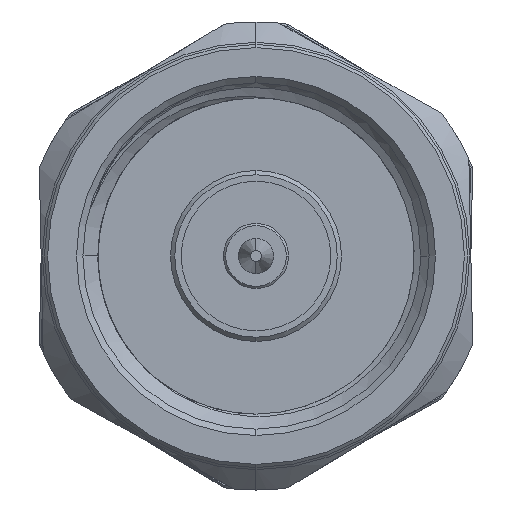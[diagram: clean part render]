
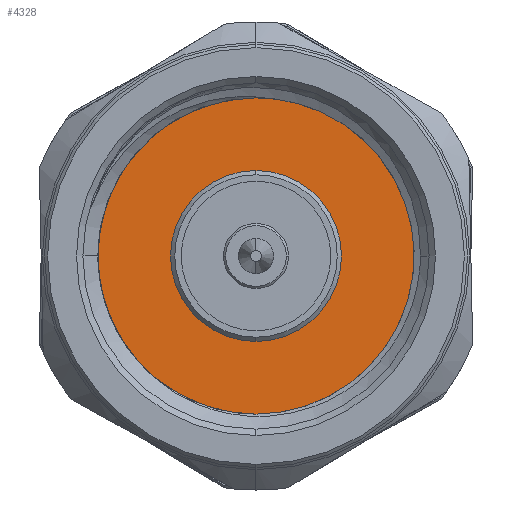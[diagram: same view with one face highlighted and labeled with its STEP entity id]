
A CAD part, front view. The second image highlights one B-rep face of the part: STEP entity #4328.
In plain terms, the highlighted face is planar.
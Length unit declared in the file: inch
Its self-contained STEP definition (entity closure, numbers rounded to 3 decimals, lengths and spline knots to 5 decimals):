
#557 = CARTESIAN_POINT ( 'NONE',  ( 0., -0.36417, 0. ) ) ;
#692 = DIRECTION ( 'NONE',  ( 0., -1., 0. ) ) ;
#976 = EDGE_CURVE ( 'NONE', #2707, #7216, #4258, .T. ) ;
#1345 = DIRECTION ( 'NONE',  ( 0., 0., -1. ) ) ;
#1865 = CARTESIAN_POINT ( 'NONE',  ( 0., -0.36417, 0. ) ) ;
#2003 = ORIENTED_EDGE ( 'NONE', *, *, #976, .F. ) ;
#2172 = CIRCLE ( 'NONE', #5457, 0.30315 ) ;
#2330 = DIRECTION ( 'NONE',  ( 0., -1., 0. ) ) ;
#2585 = PLANE ( 'NONE',  #5031 ) ;
#2707 = VERTEX_POINT ( 'NONE', #3419 ) ;
#2723 = CARTESIAN_POINT ( 'NONE',  ( 0., -0.36417, 0. ) ) ;
#2917 = VERTEX_POINT ( 'NONE', #6300 ) ;
#3159 = DIRECTION ( 'NONE',  ( 0., 0., -1. ) ) ;
#3180 = FACE_BOUND ( 'NONE', #4249, .T. ) ;
#3364 = AXIS2_PLACEMENT_3D ( 'NONE', #557, #7120, #3159 ) ;
#3419 = CARTESIAN_POINT ( 'NONE',  ( 0., -0.36417, -0.30315 ) ) ;
#3457 = AXIS2_PLACEMENT_3D ( 'NONE', #2723, #6743, #1345 ) ;
#3947 = DIRECTION ( 'NONE',  ( 0., 1., 0. ) ) ;
#4070 = ORIENTED_EDGE ( 'NONE', *, *, #5046, .T. ) ;
#4169 = EDGE_LOOP ( 'NONE', ( #2003, #6213 ) ) ;
#4249 = EDGE_LOOP ( 'NONE', ( #5189, #4070 ) ) ;
#4258 = CIRCLE ( 'NONE', #4949, 0.30315 ) ;
#4328 = ADVANCED_FACE ( 'NONE', ( #7181, #3180 ), #2585, .T. ) ;
#4402 = CARTESIAN_POINT ( 'NONE',  ( 0., -0.36417, 0.30315 ) ) ;
#4513 = CARTESIAN_POINT ( 'NONE',  ( 0., -0.36417, 0. ) ) ;
#4637 = CARTESIAN_POINT ( 'NONE',  ( 0., -0.36417, 0.15748 ) ) ;
#4949 = AXIS2_PLACEMENT_3D ( 'NONE', #4981, #2330, #6922 ) ;
#4981 = CARTESIAN_POINT ( 'NONE',  ( 0., -0.36417, 0. ) ) ;
#5031 = AXIS2_PLACEMENT_3D ( 'NONE', #4513, #3947, #6562 ) ;
#5046 = EDGE_CURVE ( 'NONE', #8019, #2917, #7085, .T. ) ;
#5189 = ORIENTED_EDGE ( 'NONE', *, *, #7428, .T. ) ;
#5457 = AXIS2_PLACEMENT_3D ( 'NONE', #1865, #692, #8332 ) ;
#6111 = EDGE_CURVE ( 'NONE', #7216, #2707, #2172, .T. ) ;
#6213 = ORIENTED_EDGE ( 'NONE', *, *, #6111, .F. ) ;
#6300 = CARTESIAN_POINT ( 'NONE',  ( 0., -0.36417, -0.15748 ) ) ;
#6562 = DIRECTION ( 'NONE',  ( 1., 0., 0. ) ) ;
#6743 = DIRECTION ( 'NONE',  ( 0., -1., 0. ) ) ;
#6922 = DIRECTION ( 'NONE',  ( 0., 0., -1. ) ) ;
#7085 = CIRCLE ( 'NONE', #3364, 0.15748 ) ;
#7120 = DIRECTION ( 'NONE',  ( 0., -1., 0. ) ) ;
#7181 = FACE_OUTER_BOUND ( 'NONE', #4169, .T. ) ;
#7216 = VERTEX_POINT ( 'NONE', #4402 ) ;
#7428 = EDGE_CURVE ( 'NONE', #2917, #8019, #7847, .T. ) ;
#7847 = CIRCLE ( 'NONE', #3457, 0.15748 ) ;
#8019 = VERTEX_POINT ( 'NONE', #4637 ) ;
#8332 = DIRECTION ( 'NONE',  ( 0., 0., -1. ) ) ;
